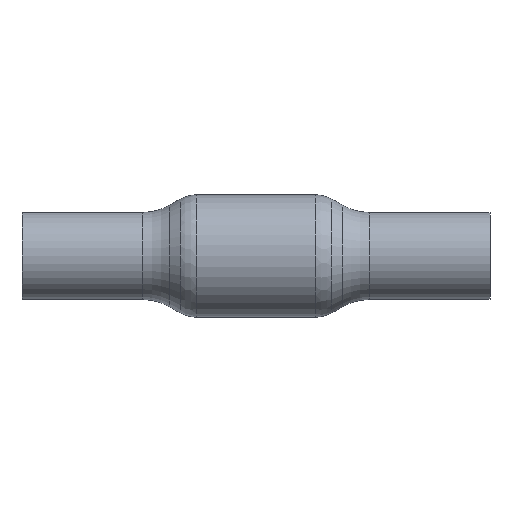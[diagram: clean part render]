
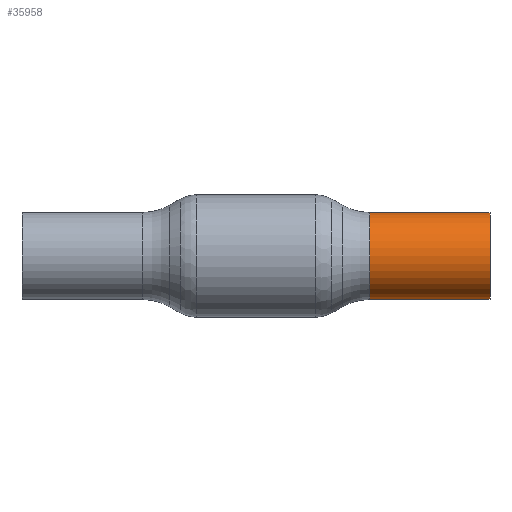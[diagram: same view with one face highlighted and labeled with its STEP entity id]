
A CAD part, front view. The second image highlights one B-rep face of the part: STEP entity #35958.
In plain terms, the highlighted cylindrical face has radius 24.15 mm (diameter 48.3 mm), a full revolution.
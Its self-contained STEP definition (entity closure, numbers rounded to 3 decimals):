
#7369 = DIRECTION ( 'NONE',  ( 0., 0., 1. ) ) ;
#9261 = EDGE_CURVE ( 'NONE', #42508, #42508, #22039, .T. ) ;
#9639 = EDGE_LOOP ( 'NONE', ( #35320 ) ) ;
#10758 = FACE_OUTER_BOUND ( 'NONE', #27669, .T. ) ;
#12002 = CIRCLE ( 'NONE', #42085, 24.15 ) ;
#13259 = CARTESIAN_POINT ( 'NONE',  ( 63.099, 0., 24.15 ) ) ;
#15901 = DIRECTION ( 'NONE',  ( 1., 0., 0. ) ) ;
#18732 = DIRECTION ( 'NONE',  ( 0., 0., 1. ) ) ;
#22039 = CIRCLE ( 'NONE', #35128, 24.15 ) ;
#24306 = AXIS2_PLACEMENT_3D ( 'NONE', #40726, #26005, #18732 ) ;
#25507 = CYLINDRICAL_SURFACE ( 'NONE', #24306, 24.15 ) ;
#25718 = CARTESIAN_POINT ( 'NONE',  ( 63.099, 0., 0. ) ) ;
#26005 = DIRECTION ( 'NONE',  ( -1., 0., 0. ) ) ;
#27313 = CARTESIAN_POINT ( 'NONE',  ( 130., 0., -24.15 ) ) ;
#27669 = EDGE_LOOP ( 'NONE', ( #37763 ) ) ;
#29500 = CARTESIAN_POINT ( 'NONE',  ( 130., 0., 0. ) ) ;
#35128 = AXIS2_PLACEMENT_3D ( 'NONE', #29500, #15901, #44913 ) ;
#35263 = VERTEX_POINT ( 'NONE', #13259 ) ;
#35320 = ORIENTED_EDGE ( 'NONE', *, *, #39267, .F. ) ;
#35958 = ADVANCED_FACE ( 'NONE', ( #47499, #10758 ), #25507, .T. ) ;
#37763 = ORIENTED_EDGE ( 'NONE', *, *, #9261, .F. ) ;
#39267 = EDGE_CURVE ( 'NONE', #35263, #35263, #12002, .T. ) ;
#40726 = CARTESIAN_POINT ( 'NONE',  ( -62.69, 0., 0. ) ) ;
#42085 = AXIS2_PLACEMENT_3D ( 'NONE', #25718, #44086, #7369 ) ;
#42508 = VERTEX_POINT ( 'NONE', #27313 ) ;
#44086 = DIRECTION ( 'NONE',  ( -1., 0., 0. ) ) ;
#44913 = DIRECTION ( 'NONE',  ( 0., 0., -1. ) ) ;
#47499 = FACE_OUTER_BOUND ( 'NONE', #9639, .T. ) ;
